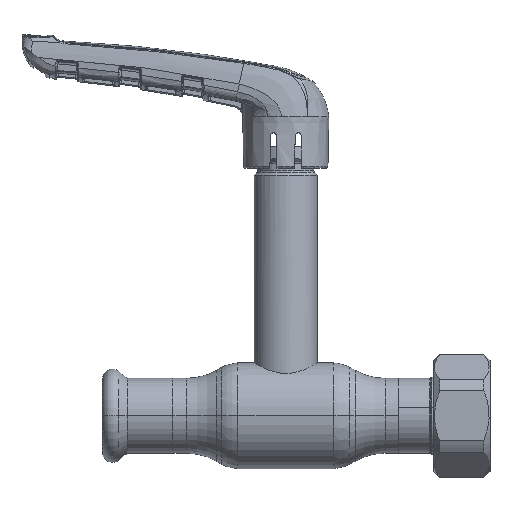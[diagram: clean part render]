
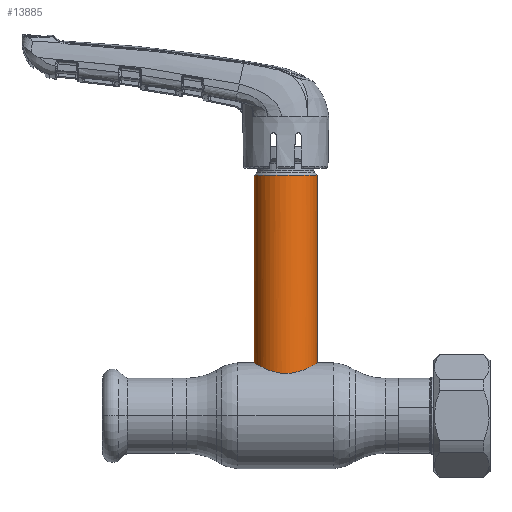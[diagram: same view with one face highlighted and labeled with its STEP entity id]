
A CAD part, top view. The second image highlights one B-rep face of the part: STEP entity #13885.
In plain terms, the highlighted cylindrical face has radius 9 mm (diameter 18 mm), a partial arc.
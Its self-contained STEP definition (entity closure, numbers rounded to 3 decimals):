
#291 = CARTESIAN_POINT ( 'NONE',  ( -7.126, 13.954, 5.528 ) ) ;
#348 = VECTOR ( 'NONE', #6109, 1000. ) ;
#503 = CARTESIAN_POINT ( 'NONE',  ( -9., 15., 0.611 ) ) ;
#819 = B_SPLINE_CURVE_WITH_KNOTS ( 'NONE', 3,
 ( #27180, #503, #56292, #13762, #42641, #56909, #52182, #291, #4859, #42229, #56492, #47408, #33568, #47200, #5283, #51558, #37474, #56701, #23667, #4461, #23869, #46786, #9595, #33356, #4649, #28008, #9809, #18723, #28416, #9199, #42845, #13960, #61234, #37676, #18534, #51972, #33152, #14568, #46991, #23255, #51761, #37886, #42429, #23461, #47614, #61036, #28205, #19350 ),
 .UNSPECIFIED., .F., .F.,
 ( 4, 2, 2, 2, 2, 2, 2, 2, 2, 2, 2, 2, 2, 2, 2, 2, 2, 2, 2, 2, 2, 2, 2, 4 ),
 ( 0., 0.002, 0.004, 0.005, 0.007, 0.008, 0.009, 0.011, 0.013, 0.014, 0.014, 0.016, 0.017, 0.018, 0.019, 0.02, 0.022, 0.023, 0.023, 0.025, 0.026, 0.027, 0.028, 0.029 ),
 .UNSPECIFIED. ) ;
#4461 = CARTESIAN_POINT ( 'NONE',  ( -0.613, 12.012, 8.984 ) ) ;
#4649 = CARTESIAN_POINT ( 'NONE',  ( 2.378, 12.23, 8.685 ) ) ;
#4859 = CARTESIAN_POINT ( 'NONE',  ( -6.758, 13.768, 5.971 ) ) ;
#5283 = CARTESIAN_POINT ( 'NONE',  ( -4.037, 12.65, 8.065 ) ) ;
#6109 = DIRECTION ( 'NONE',  ( 0., -1., 0. ) ) ;
#9199 = CARTESIAN_POINT ( 'NONE',  ( 4.539, 12.827, 7.777 ) ) ;
#9595 = CARTESIAN_POINT ( 'NONE',  ( 1.205, 12.046, 8.939 ) ) ;
#9809 = CARTESIAN_POINT ( 'NONE',  ( 3.223, 12.423, 8.408 ) ) ;
#10030 = LINE ( 'NONE', #26078, #43261 ) ;
#10540 = CIRCLE ( 'NONE', #57342, 9. ) ;
#13762 = CARTESIAN_POINT ( 'NONE',  ( -8.7, 14.821, 2.382 ) ) ;
#13885 = ADVANCED_FACE ( 'NONE', ( #41422 ), #40710, .T. ) ;
#13960 = CARTESIAN_POINT ( 'NONE',  ( 5.507, 13.196, 7.142 ) ) ;
#14236 = VERTEX_POINT ( 'NONE', #42579 ) ;
#14568 = CARTESIAN_POINT ( 'NONE',  ( 7.781, 14.299, 4.56 ) ) ;
#16106 = VERTEX_POINT ( 'NONE', #42018 ) ;
#18534 = CARTESIAN_POINT ( 'NONE',  ( 6.756, 13.77, 5.953 ) ) ;
#18723 = CARTESIAN_POINT ( 'NONE',  ( 3.763, 12.574, 8.181 ) ) ;
#19350 = CARTESIAN_POINT ( 'NONE',  ( 9., 15., 0. ) ) ;
#19988 = ORIENTED_EDGE ( 'NONE', *, *, #46021, .F. ) ;
#22768 = CARTESIAN_POINT ( 'NONE',  ( -9., 68.119, 0. ) ) ;
#22955 = VERTEX_POINT ( 'NONE', #41454 ) ;
#23255 = CARTESIAN_POINT ( 'NONE',  ( 8.406, 14.651, 3.229 ) ) ;
#23268 = EDGE_CURVE ( 'NONE', #52236, #22955, #57994, .T. ) ;
#23461 = CARTESIAN_POINT ( 'NONE',  ( 8.878, 14.927, 1.506 ) ) ;
#23667 = CARTESIAN_POINT ( 'NONE',  ( -1.213, 12.057, 8.923 ) ) ;
#23869 = CARTESIAN_POINT ( 'NONE',  ( -0.308, 12., 9. ) ) ;
#24009 = ORIENTED_EDGE ( 'NONE', *, *, #40329, .T. ) ;
#25261 = ORIENTED_EDGE ( 'NONE', *, *, #31146, .T. ) ;
#26078 = CARTESIAN_POINT ( 'NONE',  ( 9., 0., 0. ) ) ;
#27180 = CARTESIAN_POINT ( 'NONE',  ( -9., 15., 0. ) ) ;
#28008 = CARTESIAN_POINT ( 'NONE',  ( 2.947, 12.353, 8.509 ) ) ;
#28205 = CARTESIAN_POINT ( 'NONE',  ( 9., 15., 0.305 ) ) ;
#28385 = DIRECTION ( 'NONE',  ( 0., -1., 0. ) ) ;
#28416 = CARTESIAN_POINT ( 'NONE',  ( 4.026, 12.655, 8.055 ) ) ;
#31146 = EDGE_CURVE ( 'NONE', #14236, #52236, #10540, .T. ) ;
#32422 = DIRECTION ( 'NONE',  ( 0., -1., 0. ) ) ;
#32812 = DIRECTION ( 'NONE',  ( -1., 0., 0. ) ) ;
#33127 = DIRECTION ( 'NONE',  ( -1., 0., 0. ) ) ;
#33152 = CARTESIAN_POINT ( 'NONE',  ( 7.296, 14.043, 5.277 ) ) ;
#33356 = CARTESIAN_POINT ( 'NONE',  ( 2.086, 12.176, 8.76 ) ) ;
#33568 = CARTESIAN_POINT ( 'NONE',  ( -5.259, 13.1, 7.309 ) ) ;
#33774 = AXIS2_PLACEMENT_3D ( 'NONE', #57095, #28385, #33127 ) ;
#37474 = CARTESIAN_POINT ( 'NONE',  ( -2.387, 12.221, 8.698 ) ) ;
#37676 = CARTESIAN_POINT ( 'NONE',  ( 6.56, 13.675, 6.169 ) ) ;
#37886 = CARTESIAN_POINT ( 'NONE',  ( 8.685, 14.813, 2.378 ) ) ;
#39976 = ORIENTED_EDGE ( 'NONE', *, *, #23268, .T. ) ;
#40329 = EDGE_CURVE ( 'NONE', #22955, #16106, #819, .T. ) ;
#40710 = CYLINDRICAL_SURFACE ( 'NONE', #33774, 9. ) ;
#41422 = FACE_OUTER_BOUND ( 'NONE', #49108, .T. ) ;
#41454 = CARTESIAN_POINT ( 'NONE',  ( -9., 15., 0. ) ) ;
#42018 = CARTESIAN_POINT ( 'NONE',  ( 9., 15., 0. ) ) ;
#42229 = CARTESIAN_POINT ( 'NONE',  ( -6.15, 13.483, 6.577 ) ) ;
#42429 = CARTESIAN_POINT ( 'NONE',  ( 8.759, 14.857, 2.09 ) ) ;
#42579 = CARTESIAN_POINT ( 'NONE',  ( 9., 68.119, 0. ) ) ;
#42641 = CARTESIAN_POINT ( 'NONE',  ( -8.519, 14.715, 2.961 ) ) ;
#42845 = CARTESIAN_POINT ( 'NONE',  ( 4.789, 12.918, 7.626 ) ) ;
#43261 = VECTOR ( 'NONE', #54576, 1000. ) ;
#46021 = EDGE_CURVE ( 'NONE', #14236, #16106, #10030, .T. ) ;
#46786 = CARTESIAN_POINT ( 'NONE',  ( 0.606, 12., 9. ) ) ;
#46991 = CARTESIAN_POINT ( 'NONE',  ( 8.059, 14.454, 4.05 ) ) ;
#47200 = CARTESIAN_POINT ( 'NONE',  ( -4.543, 12.824, 7.791 ) ) ;
#47408 = CARTESIAN_POINT ( 'NONE',  ( -5.492, 13.196, 7.136 ) ) ;
#47614 = CARTESIAN_POINT ( 'NONE',  ( 8.923, 14.954, 1.21 ) ) ;
#48236 = CARTESIAN_POINT ( 'NONE',  ( -9., 0., 0. ) ) ;
#49108 = EDGE_LOOP ( 'NONE', ( #19988, #25261, #39976, #24009 ) ) ;
#51558 = CARTESIAN_POINT ( 'NONE',  ( -2.963, 12.35, 8.518 ) ) ;
#51761 = CARTESIAN_POINT ( 'NONE',  ( 8.509, 14.711, 2.947 ) ) ;
#51821 = CARTESIAN_POINT ( 'NONE',  ( 0., 68.119, 0. ) ) ;
#51972 = CARTESIAN_POINT ( 'NONE',  ( 7.124, 13.954, 5.508 ) ) ;
#52182 = CARTESIAN_POINT ( 'NONE',  ( -7.781, 14.299, 4.56 ) ) ;
#52236 = VERTEX_POINT ( 'NONE', #22768 ) ;
#54576 = DIRECTION ( 'NONE',  ( 0., -1., 0. ) ) ;
#56292 = CARTESIAN_POINT ( 'NONE',  ( -8.938, 14.963, 1.209 ) ) ;
#56492 = CARTESIAN_POINT ( 'NONE',  ( -5.937, 13.387, 6.77 ) ) ;
#56701 = CARTESIAN_POINT ( 'NONE',  ( -1.509, 12.091, 8.878 ) ) ;
#56909 = CARTESIAN_POINT ( 'NONE',  ( -8.06, 14.454, 4.048 ) ) ;
#57095 = CARTESIAN_POINT ( 'NONE',  ( 0., 0., 0. ) ) ;
#57342 = AXIS2_PLACEMENT_3D ( 'NONE', #51821, #32422, #32812 ) ;
#57994 = LINE ( 'NONE', #48236, #348 ) ;
#61036 = CARTESIAN_POINT ( 'NONE',  ( 8.984, 14.991, 0.611 ) ) ;
#61234 = CARTESIAN_POINT ( 'NONE',  ( 5.948, 13.389, 6.778 ) ) ;
